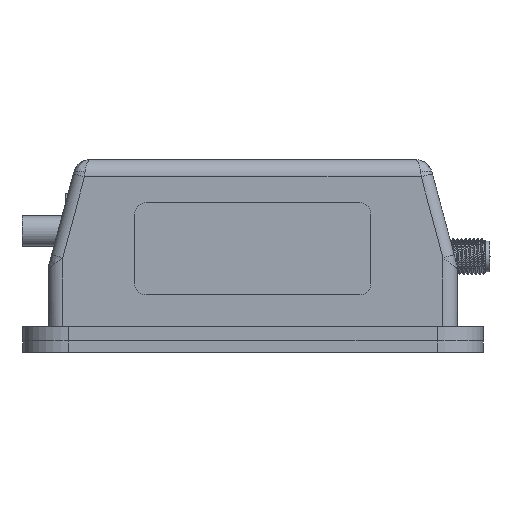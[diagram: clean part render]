
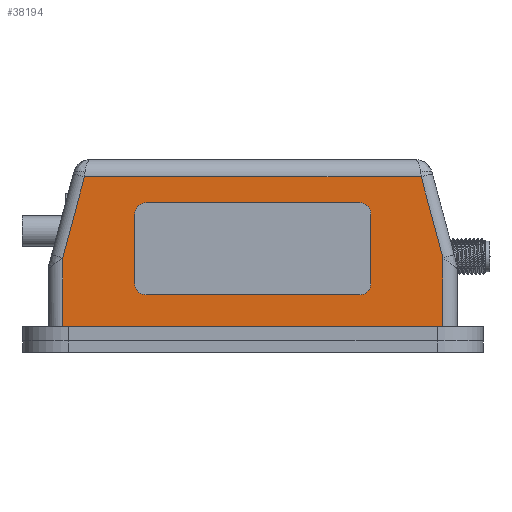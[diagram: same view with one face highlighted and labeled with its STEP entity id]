
A CAD part, left-side view. The second image highlights one B-rep face of the part: STEP entity #38194.
In plain terms, the highlighted face is planar.
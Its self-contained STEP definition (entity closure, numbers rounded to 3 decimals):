
#593=FACE_BOUND('',#4836,.T.);
#1001=PLANE('',#41340);
#2518=FACE_OUTER_BOUND('',#4835,.T.);
#4835=EDGE_LOOP('',(#29812,#29813,#29814,#29815,#29816,#29817));
#4836=EDGE_LOOP('',(#29818,#29819,#29820,#29821,#29822,#29823,#29824,#29825));
#7227=CIRCLE('',#41341,2.);
#7228=CIRCLE('',#41342,2.);
#7229=CIRCLE('',#41343,2.);
#7230=CIRCLE('',#41344,2.);
#9870=LINE('',#71859,#12981);
#10265=LINE('',#76629,#13376);
#10266=LINE('',#76631,#13377);
#10267=LINE('',#76632,#13378);
#10268=LINE('',#76634,#13379);
#10269=LINE('',#76635,#13380);
#10270=LINE('',#76640,#13381);
#10271=LINE('',#76644,#13382);
#10272=LINE('',#76648,#13383);
#10273=LINE('',#76651,#13384);
#12981=VECTOR('',#46563,1000.);
#13376=VECTOR('',#47890,1000.);
#13377=VECTOR('',#47891,1000.);
#13378=VECTOR('',#47892,1000.);
#13379=VECTOR('',#47893,1000.);
#13380=VECTOR('',#47894,1000.);
#13381=VECTOR('',#47897,1000.);
#13382=VECTOR('',#47900,1000.);
#13383=VECTOR('',#47903,1000.);
#13384=VECTOR('',#47906,1000.);
#16473=VERTEX_POINT('',#71857);
#16474=VERTEX_POINT('',#71858);
#17449=VERTEX_POINT('',#76627);
#17450=VERTEX_POINT('',#76628);
#17451=VERTEX_POINT('',#76630);
#17452=VERTEX_POINT('',#76633);
#17453=VERTEX_POINT('',#76636);
#17454=VERTEX_POINT('',#76637);
#17455=VERTEX_POINT('',#76639);
#17456=VERTEX_POINT('',#76641);
#17457=VERTEX_POINT('',#76643);
#17458=VERTEX_POINT('',#76645);
#17459=VERTEX_POINT('',#76647);
#17460=VERTEX_POINT('',#76649);
#20995=EDGE_CURVE('',#16473,#16474,#9870,.T.);
#22002=EDGE_CURVE('',#17449,#17450,#10265,.T.);
#22003=EDGE_CURVE('',#17450,#17451,#10266,.T.);
#22004=EDGE_CURVE('',#17451,#16474,#10267,.T.);
#22005=EDGE_CURVE('',#16473,#17452,#10268,.T.);
#22006=EDGE_CURVE('',#17452,#17449,#10269,.T.);
#22007=EDGE_CURVE('',#17453,#17454,#7227,.T.);
#22008=EDGE_CURVE('',#17455,#17453,#10270,.T.);
#22009=EDGE_CURVE('',#17456,#17455,#7228,.T.);
#22010=EDGE_CURVE('',#17457,#17456,#10271,.T.);
#22011=EDGE_CURVE('',#17458,#17457,#7229,.T.);
#22012=EDGE_CURVE('',#17459,#17458,#10272,.T.);
#22013=EDGE_CURVE('',#17460,#17459,#7230,.T.);
#22014=EDGE_CURVE('',#17454,#17460,#10273,.T.);
#29812=ORIENTED_EDGE('',*,*,#22002,.T.);
#29813=ORIENTED_EDGE('',*,*,#22003,.T.);
#29814=ORIENTED_EDGE('',*,*,#22004,.T.);
#29815=ORIENTED_EDGE('',*,*,#20995,.F.);
#29816=ORIENTED_EDGE('',*,*,#22005,.T.);
#29817=ORIENTED_EDGE('',*,*,#22006,.T.);
#29818=ORIENTED_EDGE('',*,*,#22007,.F.);
#29819=ORIENTED_EDGE('',*,*,#22008,.F.);
#29820=ORIENTED_EDGE('',*,*,#22009,.F.);
#29821=ORIENTED_EDGE('',*,*,#22010,.F.);
#29822=ORIENTED_EDGE('',*,*,#22011,.F.);
#29823=ORIENTED_EDGE('',*,*,#22012,.F.);
#29824=ORIENTED_EDGE('',*,*,#22013,.F.);
#29825=ORIENTED_EDGE('',*,*,#22014,.F.);
#38194=ADVANCED_FACE('',(#2518,#593),#1001,.T.);
#41340=AXIS2_PLACEMENT_3D('',#76626,#47888,#47889);
#41341=AXIS2_PLACEMENT_3D('',#76638,#47895,#47896);
#41342=AXIS2_PLACEMENT_3D('',#76642,#47898,#47899);
#41343=AXIS2_PLACEMENT_3D('',#76646,#47901,#47902);
#41344=AXIS2_PLACEMENT_3D('',#76650,#47904,#47905);
#46563=DIRECTION('',(0.,0.,1.));
#47888=DIRECTION('center_axis',(1.,0.,0.));
#47889=DIRECTION('ref_axis',(0.,0.,-1.));
#47890=DIRECTION('',(0.,0.,1.));
#47891=DIRECTION('',(0.,-1.,0.));
#47892=DIRECTION('',(0.,-0.966,-0.259));
#47893=DIRECTION('',(0.,0.966,-0.259));
#47894=DIRECTION('',(0.,1.,0.));
#47895=DIRECTION('center_axis',(1.,0.,0.));
#47896=DIRECTION('ref_axis',(0.,0.,1.));
#47897=DIRECTION('',(0.,0.,1.));
#47898=DIRECTION('center_axis',(1.,0.,0.));
#47899=DIRECTION('ref_axis',(0.,0.,1.));
#47900=DIRECTION('',(0.,1.,0.));
#47901=DIRECTION('center_axis',(1.,0.,0.));
#47902=DIRECTION('ref_axis',(0.,0.,1.));
#47903=DIRECTION('',(0.,0.,-1.));
#47904=DIRECTION('center_axis',(1.,0.,0.));
#47905=DIRECTION('ref_axis',(0.,0.,1.));
#47906=DIRECTION('',(0.,-1.,0.));
#71857=CARTESIAN_POINT('',(397.147,2.5,-29.233));
#71858=CARTESIAN_POINT('',(397.147,2.5,29.233));
#71859=CARTESIAN_POINT('',(397.147,2.5,-40.));
#76626=CARTESIAN_POINT('Origin',(397.147,28.5,-30.5));
#76627=CARTESIAN_POINT('',(397.147,28.5,-33.));
#76628=CARTESIAN_POINT('',(397.147,28.5,33.));
#76629=CARTESIAN_POINT('',(397.147,28.5,-30.5));
#76630=CARTESIAN_POINT('',(397.147,16.558,33.));
#76631=CARTESIAN_POINT('',(397.147,-0.5,33.));
#76632=CARTESIAN_POINT('',(397.147,3.018,29.372));
#76633=CARTESIAN_POINT('',(397.147,16.558,-33.));
#76634=CARTESIAN_POINT('',(397.147,9.348,-31.068));
#76635=CARTESIAN_POINT('',(397.147,28.5,-33.));
#76636=CARTESIAN_POINT('',(397.147,23.,18.5));
#76637=CARTESIAN_POINT('',(397.147,21.,20.5));
#76638=CARTESIAN_POINT('Origin',(397.147,21.,18.5));
#76639=CARTESIAN_POINT('',(397.147,23.,-18.5));
#76640=CARTESIAN_POINT('',(397.147,23.,-18.5));
#76641=CARTESIAN_POINT('',(397.147,21.,-20.5));
#76642=CARTESIAN_POINT('Origin',(397.147,21.,-18.5));
#76643=CARTESIAN_POINT('',(397.147,9.,-20.5));
#76644=CARTESIAN_POINT('',(397.147,21.,-20.5));
#76645=CARTESIAN_POINT('',(397.147,7.,-18.5));
#76646=CARTESIAN_POINT('Origin',(397.147,9.,-18.5));
#76647=CARTESIAN_POINT('',(397.147,7.,18.5));
#76648=CARTESIAN_POINT('',(397.147,7.,-18.5));
#76649=CARTESIAN_POINT('',(397.147,9.,20.5));
#76650=CARTESIAN_POINT('Origin',(397.147,9.,18.5));
#76651=CARTESIAN_POINT('',(397.147,21.,20.5));
